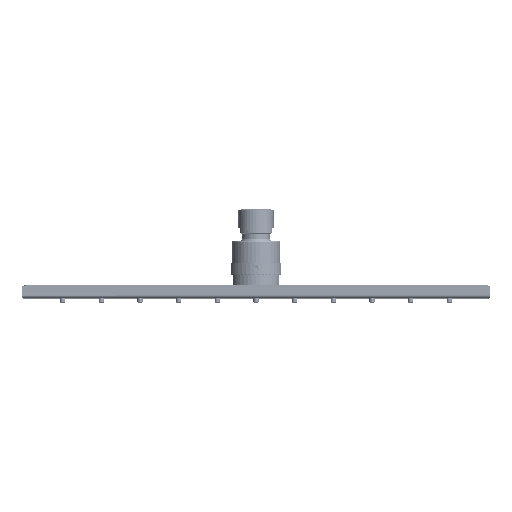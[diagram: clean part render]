
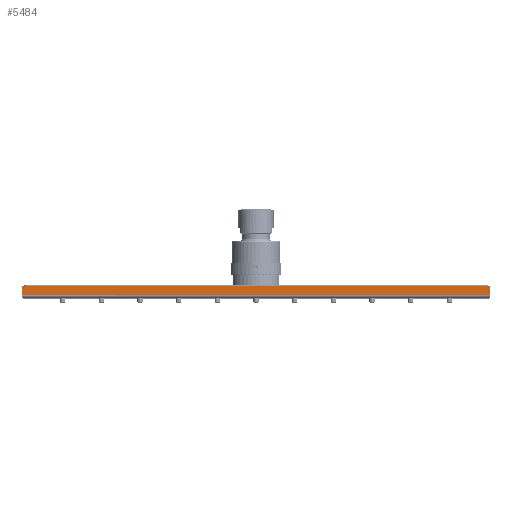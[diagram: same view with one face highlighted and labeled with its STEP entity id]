
A CAD part, top view. The second image highlights one B-rep face of the part: STEP entity #5484.
In plain terms, the highlighted planar face has unit normal (0, 0, 1).
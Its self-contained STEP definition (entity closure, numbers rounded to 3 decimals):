
#1249=DIRECTION('',(0.,1.,0.));
#1250=VECTOR('',#1249,6.2);
#1251=CARTESIAN_POINT('',(151.3,2.,151.3));
#1252=LINE('',#1251,#1250);
#1299=DIRECTION('',(1.,0.,0.));
#1300=VECTOR('',#1299,302.6);
#1301=CARTESIAN_POINT('',(-151.3,8.2,151.3));
#1302=LINE('',#1301,#1300);
#1323=DIRECTION('',(-1.,0.,0.));
#1324=VECTOR('',#1323,302.6);
#1325=CARTESIAN_POINT('',(151.3,2.,151.3));
#1326=LINE('',#1325,#1324);
#1327=DIRECTION('',(0.,1.,0.));
#1328=VECTOR('',#1327,6.2);
#1329=CARTESIAN_POINT('',(-151.3,2.,151.3));
#1330=LINE('',#1329,#1328);
#3597=CARTESIAN_POINT('',(-151.3,8.2,151.3));
#3598=VERTEX_POINT('',#3597);
#3599=CARTESIAN_POINT('',(151.3,8.2,151.3));
#3600=VERTEX_POINT('',#3599);
#3609=CARTESIAN_POINT('',(151.3,2.,151.3));
#3610=VERTEX_POINT('',#3609);
#3615=CARTESIAN_POINT('',(-151.3,2.,151.3));
#3616=VERTEX_POINT('',#3615);
#5473=CARTESIAN_POINT('',(-151.3,0.,151.3));
#5474=DIRECTION('',(0.,0.,1.));
#5475=DIRECTION('',(1.,0.,0.));
#5476=AXIS2_PLACEMENT_3D('',#5473,#5474,#5475);
#5477=PLANE('',#5476);
#5478=ORIENTED_EDGE('',*,*,#5417,.T.);
#5479=ORIENTED_EDGE('',*,*,#5445,.T.);
#5480=ORIENTED_EDGE('',*,*,#5457,.T.);
#5481=ORIENTED_EDGE('',*,*,#5388,.F.);
#5482=EDGE_LOOP('',(#5478,#5479,#5480,#5481));
#5483=FACE_OUTER_BOUND('',#5482,.F.);
#5388=EDGE_CURVE('',#3610,#3600,#1252,.T.);
#5417=EDGE_CURVE('',#3610,#3616,#1326,.T.);
#5445=EDGE_CURVE('',#3616,#3598,#1330,.T.);
#5457=EDGE_CURVE('',#3598,#3600,#1302,.T.);
#5484=ADVANCED_FACE('',(#5483),#5477,.T.);
